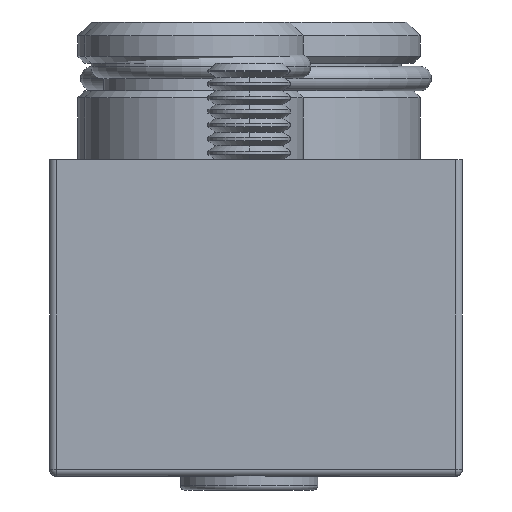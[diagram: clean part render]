
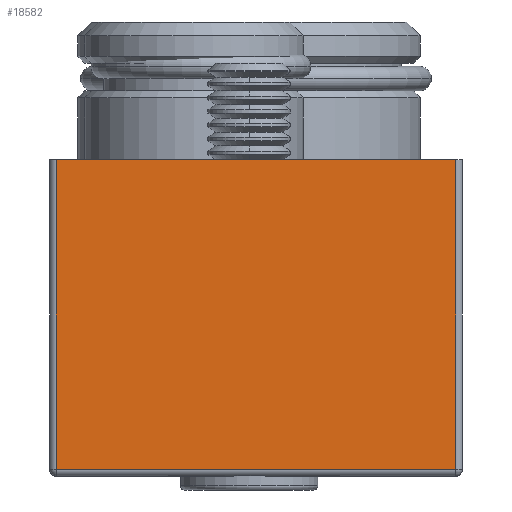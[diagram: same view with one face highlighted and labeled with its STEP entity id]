
A CAD part, front view. The second image highlights one B-rep face of the part: STEP entity #18582.
In plain terms, the highlighted planar face has unit normal (0, -1, 0).
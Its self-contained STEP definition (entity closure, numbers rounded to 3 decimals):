
#588 = LINE ( 'NONE', #15187, #26385 ) ;
#3476 = FACE_OUTER_BOUND ( 'NONE', #16997, .T. ) ;
#4569 = DIRECTION ( 'NONE',  ( 0., 0., 1. ) ) ;
#4875 = LINE ( 'NONE', #20453, #6273 ) ;
#6273 = VECTOR ( 'NONE', #18478, 1000. ) ;
#7179 = EDGE_CURVE ( 'NONE', #12803, #12310, #8343, .T. ) ;
#7634 = CARTESIAN_POINT ( 'NONE',  ( -36.733, -24.432, 32. ) ) ;
#8343 = LINE ( 'NONE', #27120, #15430 ) ;
#8791 = EDGE_CURVE ( 'NONE', #14257, #27237, #17522, .T. ) ;
#10567 = DIRECTION ( 'NONE',  ( 0., 0., -1. ) ) ;
#10936 = CARTESIAN_POINT ( 'NONE',  ( -0.91, -24.432, -0.5 ) ) ;
#12310 = VERTEX_POINT ( 'NONE', #17908 ) ;
#12725 = DIRECTION ( 'NONE',  ( 1., 0., 0. ) ) ;
#12803 = VERTEX_POINT ( 'NONE', #10936 ) ;
#14257 = VERTEX_POINT ( 'NONE', #24750 ) ;
#15187 = CARTESIAN_POINT ( 'NONE',  ( -36.733, -24.432, -0.5 ) ) ;
#15430 = VECTOR ( 'NONE', #4569, 1000. ) ;
#15924 = ORIENTED_EDGE ( 'NONE', *, *, #8791, .T. ) ;
#16219 = EDGE_CURVE ( 'NONE', #12310, #14257, #4875, .T. ) ;
#16652 = AXIS2_PLACEMENT_3D ( 'NONE', #7634, #27839, #25776 ) ;
#16677 = PLANE ( 'NONE',  #16652 ) ;
#16997 = EDGE_LOOP ( 'NONE', ( #24017, #20241, #17300, #15924 ) ) ;
#17300 = ORIENTED_EDGE ( 'NONE', *, *, #16219, .T. ) ;
#17522 = LINE ( 'NONE', #26498, #28143 ) ;
#17908 = CARTESIAN_POINT ( 'NONE',  ( -0.91, -24.432, 22. ) ) ;
#18478 = DIRECTION ( 'NONE',  ( -1., 0., 0. ) ) ;
#18582 = ADVANCED_FACE ( 'NONE', ( #3476 ), #16677, .F. ) ;
#20241 = ORIENTED_EDGE ( 'NONE', *, *, #7179, .T. ) ;
#20453 = CARTESIAN_POINT ( 'NONE',  ( -0.41, -24.432, 22. ) ) ;
#23346 = CARTESIAN_POINT ( 'NONE',  ( -29.91, -24.432, -0.5 ) ) ;
#24017 = ORIENTED_EDGE ( 'NONE', *, *, #28058, .T. ) ;
#24750 = CARTESIAN_POINT ( 'NONE',  ( -29.91, -24.432, 22. ) ) ;
#25776 = DIRECTION ( 'NONE',  ( 1., 0., 0. ) ) ;
#26385 = VECTOR ( 'NONE', #12725, 1000. ) ;
#26498 = CARTESIAN_POINT ( 'NONE',  ( -29.91, -24.432, -1. ) ) ;
#27120 = CARTESIAN_POINT ( 'NONE',  ( -0.91, -24.432, 22. ) ) ;
#27237 = VERTEX_POINT ( 'NONE', #23346 ) ;
#27839 = DIRECTION ( 'NONE',  ( 0., 1., 0. ) ) ;
#28058 = EDGE_CURVE ( 'NONE', #27237, #12803, #588, .T. ) ;
#28143 = VECTOR ( 'NONE', #10567, 1000. ) ;
